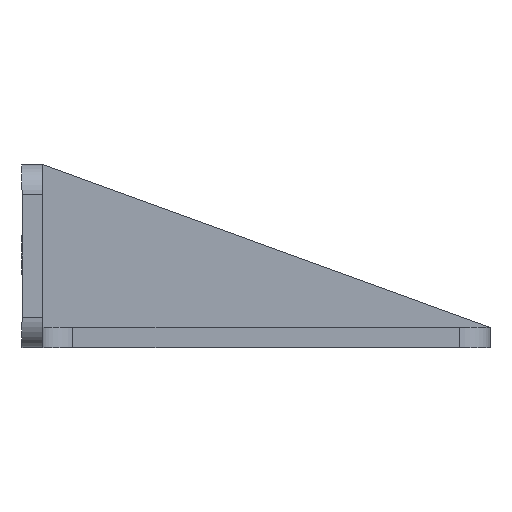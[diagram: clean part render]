
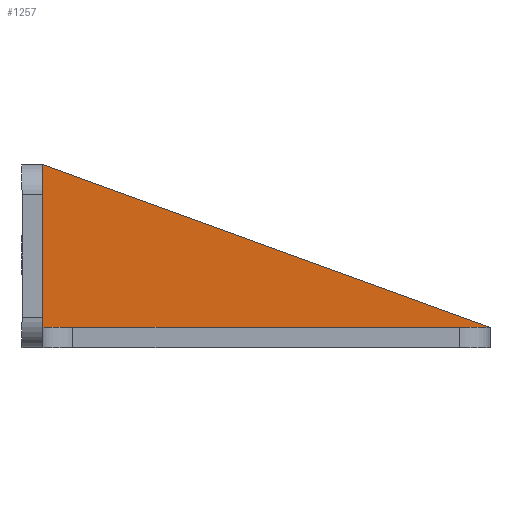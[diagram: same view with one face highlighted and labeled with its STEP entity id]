
A CAD part, front view. The second image highlights one B-rep face of the part: STEP entity #1257.
In plain terms, the highlighted planar face has unit normal (0, -1, 0).
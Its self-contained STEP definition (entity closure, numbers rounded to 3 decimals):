
#10 = LINE ( 'NONE', #439, #876 ) ;
#59 = DIRECTION ( 'NONE',  ( -0.94, 0., 0.342 ) ) ;
#65 = CARTESIAN_POINT ( 'NONE',  ( -23., -27.5, 18. ) ) ;
#89 = VERTEX_POINT ( 'NONE', #325 ) ;
#105 = ORIENTED_EDGE ( 'NONE', *, *, #860, .T. ) ;
#107 = DIRECTION ( 'NONE',  ( 1., 0., 0. ) ) ;
#292 = ORIENTED_EDGE ( 'NONE', *, *, #536, .T. ) ;
#325 = CARTESIAN_POINT ( 'NONE',  ( -23., -27.5, 2. ) ) ;
#385 = LINE ( 'NONE', #1291, #426 ) ;
#426 = VECTOR ( 'NONE', #107, 1000. ) ;
#439 = CARTESIAN_POINT ( 'NONE',  ( -23., -27.5, 2. ) ) ;
#536 = EDGE_CURVE ( 'NONE', #89, #657, #385, .T. ) ;
#630 = EDGE_LOOP ( 'NONE', ( #292, #105, #706 ) ) ;
#638 = AXIS2_PLACEMENT_3D ( 'NONE', #854, #1307, #1428 ) ;
#657 = VERTEX_POINT ( 'NONE', #993 ) ;
#689 = VECTOR ( 'NONE', #59, 1000. ) ;
#706 = ORIENTED_EDGE ( 'NONE', *, *, #962, .T. ) ;
#854 = CARTESIAN_POINT ( 'NONE',  ( 0., -27.5, 0. ) ) ;
#860 = EDGE_CURVE ( 'NONE', #657, #983, #1060, .T. ) ;
#876 = VECTOR ( 'NONE', #1136, 1000. ) ;
#962 = EDGE_CURVE ( 'NONE', #983, #89, #10, .T. ) ;
#983 = VERTEX_POINT ( 'NONE', #1459 ) ;
#993 = CARTESIAN_POINT ( 'NONE',  ( 21., -27.5, 2. ) ) ;
#1060 = LINE ( 'NONE', #65, #689 ) ;
#1136 = DIRECTION ( 'NONE',  ( 0., 0., -1. ) ) ;
#1214 = PLANE ( 'NONE',  #638 ) ;
#1257 = ADVANCED_FACE ( 'NONE', ( #1441 ), #1214, .F. ) ;
#1291 = CARTESIAN_POINT ( 'NONE',  ( 21., -27.5, 2. ) ) ;
#1307 = DIRECTION ( 'NONE',  ( 0., 1., 0. ) ) ;
#1428 = DIRECTION ( 'NONE',  ( 0., 0., 1. ) ) ;
#1441 = FACE_OUTER_BOUND ( 'NONE', #630, .T. ) ;
#1459 = CARTESIAN_POINT ( 'NONE',  ( -23., -27.5, 18. ) ) ;
